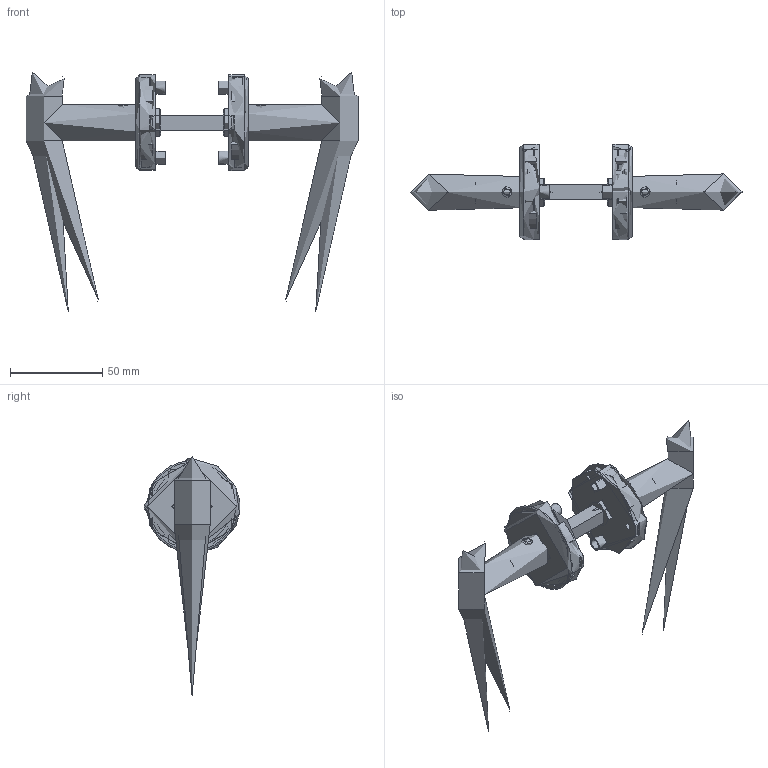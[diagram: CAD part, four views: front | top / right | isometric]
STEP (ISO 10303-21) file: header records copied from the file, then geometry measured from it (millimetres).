
FILE_DESCRIPTION (( 'STEP AP203' ), '1' );
FILE_NAME ('410-VA.step', '2019-11-26T14:03:36', ( '' ), ( '' ), 'SwSTEP 2.0', 'SolidWorks 2015', '' );
FILE_SCHEMA (( 'CONFIG_CONTROL_DESIGN' ));
Length unit declared in the file: millimetre
Products named in the file (16): 4XX-VA Teil2; 4XX-VA Teil1_410-VA Teil1; DIN914; 4XX-VA Teil4_4XX-VA Teil4; 4XX-VA Teil1; 4XX-VA Teil3; 4XX-VA Teil4; 410-VA; 4XX-VA Teil2_4XX-VA Teil2; DIN914_DIN 914 M6x6; 4XX-VA Teil3_4XX-VA Teil3
Assembly tree (13 placements, depth 2):
  4XX-VA Teil2
  4XX-VA Teil3
  4XX-VA Teil3
  4XX-VA Teil4
  4XX-VA Teil2
Bounding box: 180 x 51.98 x 130 mm (x, y, z)
Volume: 86988.1 mm3; surface area: 77539.2 mm2
Topology: 11 solids, 11 shells, 656 faces, 1710 edges, 1150 vertices
Faces by surface type: plane 370, bspline 120, cylinder 112, cone 30, torus 20, sphere 4
Full cylindrical faces by diameter (mm): 3.7 x6, 5 x4, 5.5 x4, 6 x2, 6.1 x6, 7.1 x4, 7.3 x4, 8 x4, 15.2 x2, 15.4 x2, 15.7 x6, 16.2 x2, 19.6 x4, 21.4 x2, 22.6 x2, 50 x2, 52 x2
Entity records: 19582 total; most frequent: CARTESIAN_POINT 10224, ORIENTED_EDGE 1616, DIRECTION 1411, EDGE_CURVE 808, VERTEX_POINT 557, LINE 509, VECTOR 509, AXIS2_PLACEMENT_3D 451
